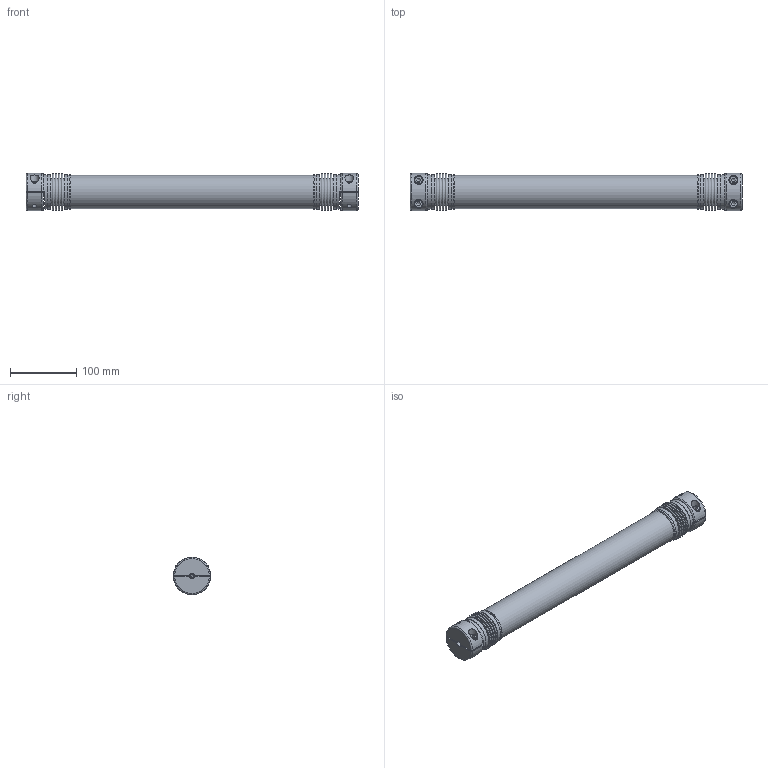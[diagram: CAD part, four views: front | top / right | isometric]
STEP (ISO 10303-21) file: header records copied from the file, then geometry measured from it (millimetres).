
FILE_DESCRIPTION( ( 'Unknown' ), '1' );
FILE_NAME( 'WDS 50 - L=0,5m.stp', 'Unknown', ( 'Unknown' ), ( 'Unknown' ), 'PSStep 10.1', 'Unknown', ' ' );
FILE_SCHEMA( ( 'AUTOMOTIVE_DESIGN { 1 0 10303 214 1 1 1 1 }' ) );
Length unit declared in the file: millimetre
Products named in the file (1): WDS   50
Bounding box: 500 x 55.99 x 56 mm (x, y, z)
Volume: 432556.7 mm3; surface area: 200473.7 mm2
Topology: 1 solids, 4 shells, 284 faces, 593 edges, 389 vertices
Faces by surface type: plane 168, cylinder 54, torus 52, cone 10
Full cylindrical faces by diameter (mm): 6.8 x4, 8 x8, 8.4 x2, 8.5 x4, 10.106 x2, 13 x6, 13.5 x4, 18 x2, 23 x2, 23.714 x2, 44 x1, 50 x1, 51.3 x2, 52 x2, 52.6 x4
Entity records: 9718 total; most frequent: CARTESIAN_POINT 1879, DIRECTION 1218, ORIENTED_EDGE 884, AXIS2_PLACEMENT_3D 515, EDGE_LOOP 464, EDGE_CURVE 442, FACE_OUTER_BOUND 374, VERTEX_POINT 344
